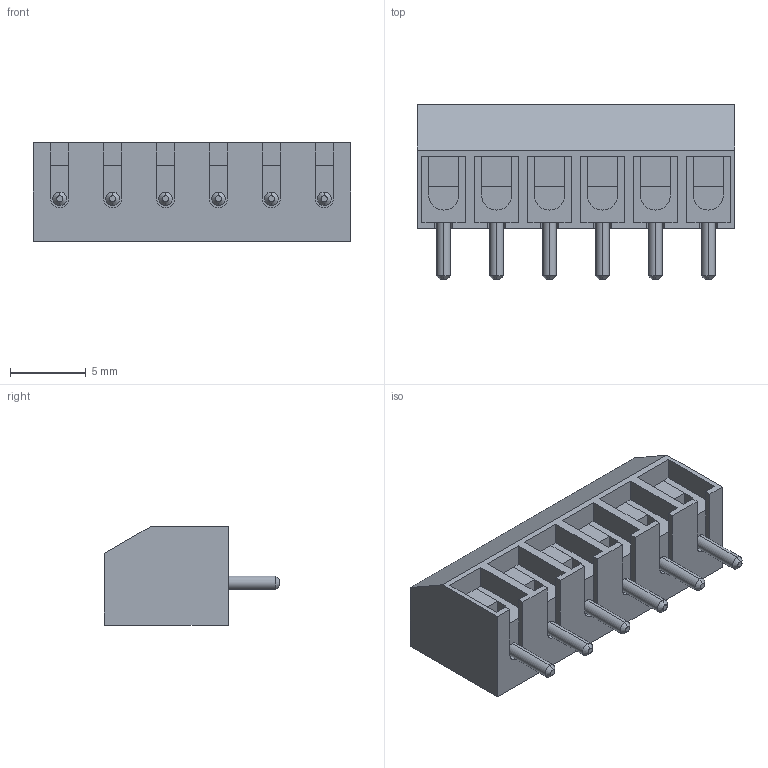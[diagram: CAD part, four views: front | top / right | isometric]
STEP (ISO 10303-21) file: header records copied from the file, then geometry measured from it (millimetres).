
FILE_DESCRIPTION (( 'STEP AP214' ), '1' );
FILE_NAME ('31059106.STEP', '2022-12-26T20:02:58', ( '' ), ( '' ), 'SwSTEP 2.0', 'SolidWorks 2021', '' );
FILE_SCHEMA (( 'AUTOMOTIVE_DESIGN' ));
Length unit declared in the file: millimetre
Products named in the file (1): 31059106
Bounding box: 21 x 11.6 x 6.5 mm (x, y, z)
Volume: 865.7 mm3; surface area: 2307.2 mm2
Topology: 19 solids, 19 shells, 253 faces, 597 edges, 394 vertices
Faces by surface type: plane 187, cylinder 54, cone 12
Entity records: 7435 total; most frequent: DIRECTION 1249, CARTESIAN_POINT 1245, ORIENTED_EDGE 1194, EDGE_CURVE 597, LINE 453, VECTOR 453, AXIS2_PLACEMENT_3D 398, VERTEX_POINT 394
